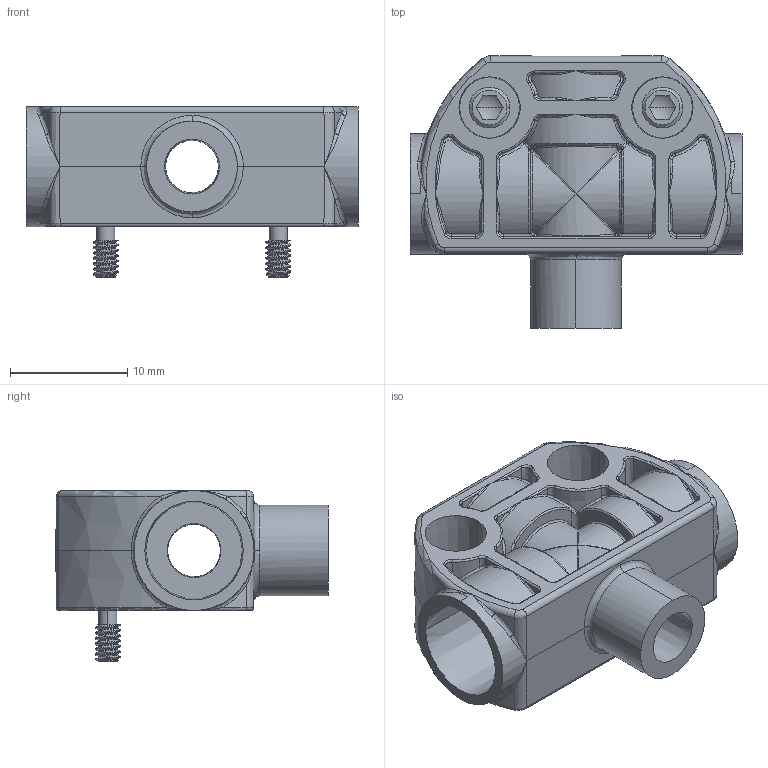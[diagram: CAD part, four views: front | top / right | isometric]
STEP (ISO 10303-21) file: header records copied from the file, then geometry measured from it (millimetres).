
FILE_DESCRIPTION((''),'2;1');
FILE_NAME('205303_ASM','2018-05-02T',('pdmadmin'),('BANNER ENGINEERING'),'CREO PARAMETRIC BY PTC INC, 2016260','CREO PARAMETRIC BY PTC INC, 2016260','');
FILE_SCHEMA(('CONFIG_CONTROL_DESIGN'));
Products named in the file (3): 204100; 204539; 205303_ASM
Assembly tree (3 placements, depth 2):
  205303_ASM
    204100
    204539  x2
Bounding box: 28.34 x 23.25 x 14.6 mm (x, y, z)
Volume: 2385.5 mm3; surface area: 3495.6 mm2
Topology: 3 solids, 7 shells, 667 faces, 1490 edges, 831 vertices
Faces by surface type: bspline 316, cylinder 134, plane 83, cone 62, torus 40, sphere 32
Entity records: 35956 total; most frequent: CARTESIAN_POINT 24644, ORIENTED_EDGE 2714, DIRECTION 1788, EDGE_CURVE 1360, AXIS2_PLACEMENT_3D 780, VERTEX_POINT 761, B_SPLINE_CURVE_WITH_KNOTS 672, EDGE_LOOP 644
